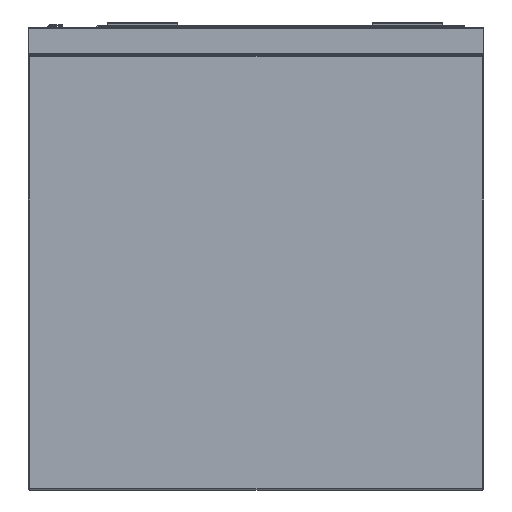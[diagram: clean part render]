
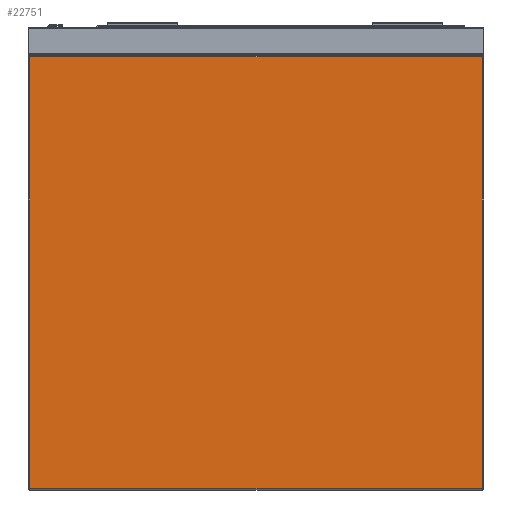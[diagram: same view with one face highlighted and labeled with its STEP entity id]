
A CAD part, left-side view. The second image highlights one B-rep face of the part: STEP entity #22751.
In plain terms, the highlighted planar face has unit normal (-1, 0, 0).
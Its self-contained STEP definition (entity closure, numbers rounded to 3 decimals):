
#1076 = CARTESIAN_POINT ( 'NONE',  ( -500., -325., -658. ) ) ;
#2524 = VECTOR ( 'NONE', #19888, 1000. ) ;
#2846 = CARTESIAN_POINT ( 'NONE',  ( -500., -323., -660. ) ) ;
#3970 = CARTESIAN_POINT ( 'NONE',  ( -500., -325., -660. ) ) ;
#6033 = CARTESIAN_POINT ( 'NONE',  ( -500., 325., -42. ) ) ;
#6394 = ORIENTED_EDGE ( 'NONE', *, *, #27674, .T. ) ;
#7007 = VERTEX_POINT ( 'NONE', #28360 ) ;
#7027 = VECTOR ( 'NONE', #22250, 1000. ) ;
#8416 = LINE ( 'NONE', #6033, #21558 ) ;
#8670 = CARTESIAN_POINT ( 'NONE',  ( -500., 323., -660. ) ) ;
#9739 = EDGE_CURVE ( 'NONE', #7007, #23857, #8416, .T. ) ;
#10391 = CARTESIAN_POINT ( 'NONE',  ( -500., 323., -42. ) ) ;
#11535 = DIRECTION ( 'NONE',  ( 0., 0., 1. ) ) ;
#16566 = VECTOR ( 'NONE', #11535, 1000. ) ;
#17744 = PLANE ( 'NONE',  #35257 ) ;
#19203 = EDGE_LOOP ( 'NONE', ( #27029, #27704, #31942, #6394 ) ) ;
#19691 = LINE ( 'NONE', #8670, #7027 ) ;
#19888 = DIRECTION ( 'NONE',  ( 0., -1., 0. ) ) ;
#21165 = DIRECTION ( 'NONE',  ( -1., 0., 0. ) ) ;
#21558 = VECTOR ( 'NONE', #35768, 1000. ) ;
#22250 = DIRECTION ( 'NONE',  ( 0., 0., -1. ) ) ;
#22751 = ADVANCED_FACE ( 'Fl�che7', ( #31507 ), #17744, .T. ) ;
#23857 = VERTEX_POINT ( 'NONE', #10391 ) ;
#23872 = DIRECTION ( 'NONE',  ( 0., 0., 1. ) ) ;
#24246 = EDGE_CURVE ( 'NONE', #23857, #32999, #19691, .T. ) ;
#27029 = ORIENTED_EDGE ( 'NONE', *, *, #30600, .T. ) ;
#27641 = LINE ( 'NONE', #2846, #16566 ) ;
#27674 = EDGE_CURVE ( 'NONE', #32999, #31726, #31293, .T. ) ;
#27704 = ORIENTED_EDGE ( 'NONE', *, *, #9739, .T. ) ;
#28360 = CARTESIAN_POINT ( 'NONE',  ( -500., -323., -42. ) ) ;
#30600 = EDGE_CURVE ( 'NONE', #31726, #7007, #27641, .T. ) ;
#31293 = LINE ( 'NONE', #1076, #2524 ) ;
#31507 = FACE_OUTER_BOUND ( 'NONE', #19203, .T. ) ;
#31726 = VERTEX_POINT ( 'NONE', #33448 ) ;
#31942 = ORIENTED_EDGE ( 'NONE', *, *, #24246, .T. ) ;
#32999 = VERTEX_POINT ( 'NONE', #34926 ) ;
#33448 = CARTESIAN_POINT ( 'NONE',  ( -500., -323., -658. ) ) ;
#34926 = CARTESIAN_POINT ( 'NONE',  ( -500., 323., -658. ) ) ;
#35257 = AXIS2_PLACEMENT_3D ( 'NONE', #3970, #21165, #23872 ) ;
#35768 = DIRECTION ( 'NONE',  ( 0., 1., 0. ) ) ;
